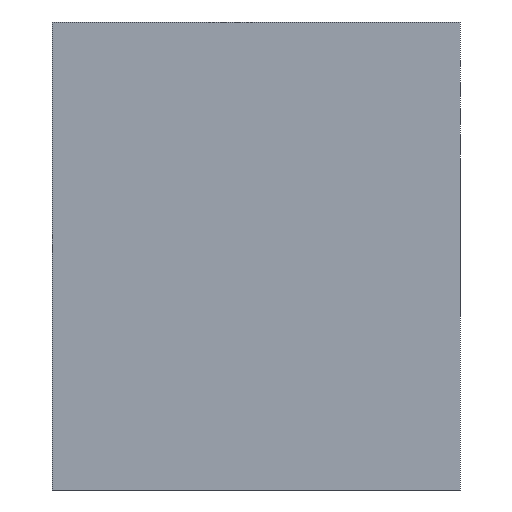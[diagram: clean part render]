
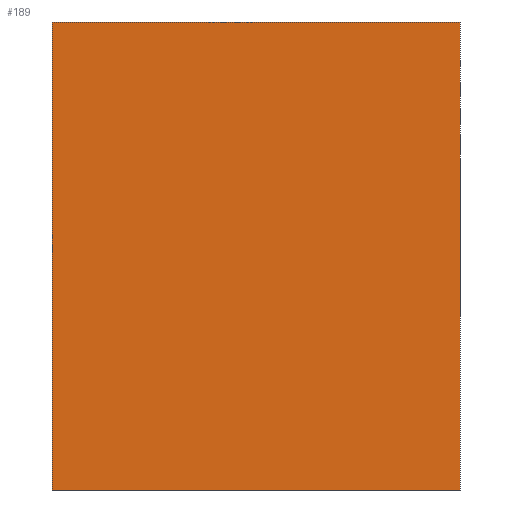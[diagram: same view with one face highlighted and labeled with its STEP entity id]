
A CAD part, front view. The second image highlights one B-rep face of the part: STEP entity #189.
In plain terms, the highlighted planar face has unit normal (0, -1, 0).
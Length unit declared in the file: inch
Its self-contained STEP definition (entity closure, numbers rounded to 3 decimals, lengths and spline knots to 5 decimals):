
#23=FACE_OUTER_BOUND('',#33,.T.);
#33=EDGE_LOOP('',(#163,#164,#165,#166));
#46=LINE('',#275,#70);
#51=LINE('',#285,#75);
#56=LINE('',#294,#80);
#58=LINE('',#298,#82);
#70=VECTOR('',#224,0.34);
#75=VECTOR('',#233,0.39);
#80=VECTOR('',#240,0.39);
#82=VECTOR('',#246,0.34);
#91=VERTEX_POINT('',#272);
#92=VERTEX_POINT('',#274);
#95=VERTEX_POINT('',#284);
#98=VERTEX_POINT('',#292);
#110=EDGE_CURVE('',#91,#92,#46,.T.);
#115=EDGE_CURVE('',#95,#92,#51,.T.);
#120=EDGE_CURVE('',#98,#91,#56,.T.);
#122=EDGE_CURVE('',#98,#95,#58,.T.);
#163=ORIENTED_EDGE('',*,*,#122,.T.);
#164=ORIENTED_EDGE('',*,*,#115,.T.);
#165=ORIENTED_EDGE('',*,*,#110,.F.);
#166=ORIENTED_EDGE('',*,*,#120,.F.);
#179=PLANE('',#201);
#189=ADVANCED_FACE('',(#23),#179,.T.);
#201=AXIS2_PLACEMENT_3D('',#297,#244,#245);
#224=DIRECTION('',(1.,0.,0.));
#233=DIRECTION('',(0.,0.,1.));
#240=DIRECTION('',(0.,0.,1.));
#244=DIRECTION('center_axis',(0.,-1.,0.));
#245=DIRECTION('ref_axis',(1.,0.,0.));
#246=DIRECTION('',(1.,0.,0.));
#272=CARTESIAN_POINT('',(0.,0.,0.39));
#274=CARTESIAN_POINT('',(0.34,0.,0.39));
#275=CARTESIAN_POINT('',(0.,0.,0.39));
#284=CARTESIAN_POINT('',(0.34,0.,0.));
#285=CARTESIAN_POINT('',(0.34,0.,0.));
#292=CARTESIAN_POINT('',(0.,0.,0.));
#294=CARTESIAN_POINT('',(0.,0.,0.));
#297=CARTESIAN_POINT('Origin',(0.,0.,0.));
#298=CARTESIAN_POINT('',(0.,0.,0.));
